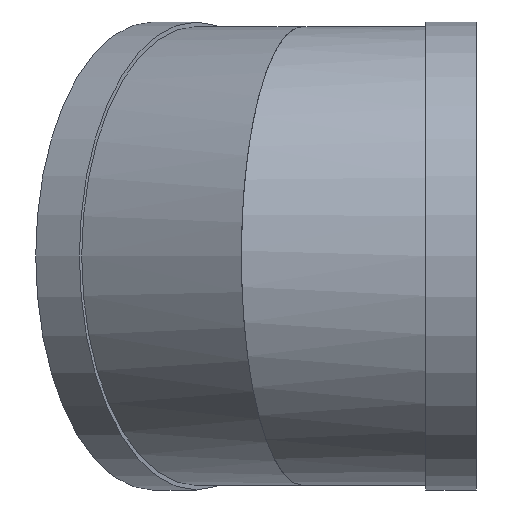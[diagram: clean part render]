
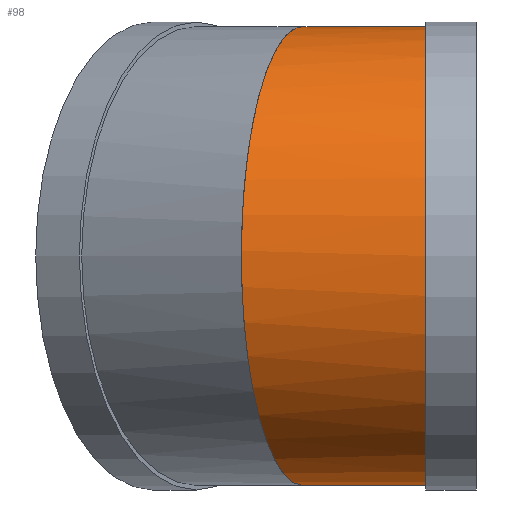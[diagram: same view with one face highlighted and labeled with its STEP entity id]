
A CAD part, left-side view. The second image highlights one B-rep face of the part: STEP entity #98.
In plain terms, the highlighted cylindrical face has radius 300 mm (diameter 600 mm), a full revolution.
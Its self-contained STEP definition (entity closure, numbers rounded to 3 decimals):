
#98 = ADVANCED_FACE( '', ( #182, #183 ), #184, .T. );
#182 = FACE_OUTER_BOUND( '', #260, .T. );
#183 = FACE_OUTER_BOUND( '', #261, .T. );
#184 = CYLINDRICAL_SURFACE( '', #262, 300. );
#260 = EDGE_LOOP( '', ( #342 ) );
#261 = EDGE_LOOP( '', ( #343 ) );
#262 = AXIS2_PLACEMENT_3D( '', #344, #345, #346 );
#342 = ORIENTED_EDGE( '', *, *, #412, .T. );
#343 = ORIENTED_EDGE( '', *, *, #413, .F. );
#344 = CARTESIAN_POINT( '', ( 0., 666., 0. ) );
#345 = DIRECTION( '', ( 0., 1., 0. ) );
#346 = DIRECTION( '', ( 0., 0., -1. ) );
#412 = EDGE_CURVE( '', #457, #457, #458, .T. );
#413 = EDGE_CURVE( '', #459, #459, #460, .T. );
#457 = VERTEX_POINT( '', #505 );
#458 = CIRCLE( '', #506, 300. );
#459 = VERTEX_POINT( '', #507 );
#460 = ELLIPSE( '', #508, 310.583, 300. );
#505 = CARTESIAN_POINT( '', ( 300., 66., 0. ) );
#506 = AXIS2_PLACEMENT_3D( '', #557, #558, #559 );
#507 = CARTESIAN_POINT( '', ( 300., 146.385, 0. ) );
#508 = AXIS2_PLACEMENT_3D( '', #560, #561, #562 );
#557 = CARTESIAN_POINT( '', ( 0., 66., 0. ) );
#558 = DIRECTION( '', ( 0., 1., 0. ) );
#559 = DIRECTION( '', ( 1., 0., 0. ) );
#560 = CARTESIAN_POINT( '', ( 0., 226.77, 0. ) );
#561 = DIRECTION( '', ( 0.259, 0.966, 0. ) );
#562 = DIRECTION( '', ( 0.966, -0.259, 0. ) );
